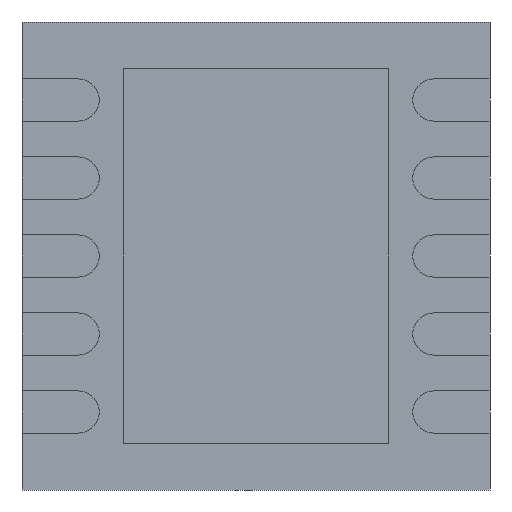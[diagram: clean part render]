
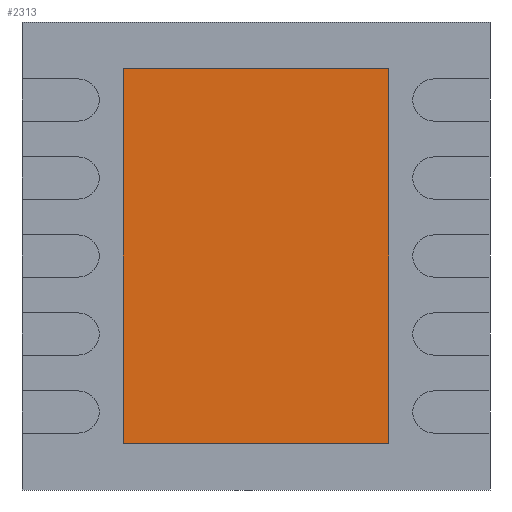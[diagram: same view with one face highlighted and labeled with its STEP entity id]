
A CAD part, front view. The second image highlights one B-rep face of the part: STEP entity #2313.
In plain terms, the highlighted planar face has unit normal (0, -1, 0).
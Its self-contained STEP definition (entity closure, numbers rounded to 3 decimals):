
#2194 = VERTEX_POINT('',#2195);
#2195 = CARTESIAN_POINT('',(0.85,0.,-1.2));
#2212 = VERTEX_POINT('',#2213);
#2213 = CARTESIAN_POINT('',(0.85,0.,1.2));
#2219 = EDGE_CURVE('',#2194,#2212,#2220,.T.);
#2220 = LINE('',#2221,#2222);
#2221 = CARTESIAN_POINT('',(0.85,0.,-1.2));
#2222 = VECTOR('',#2223,1.);
#2223 = DIRECTION('',(0.,0.,1.));
#2243 = VERTEX_POINT('',#2244);
#2244 = CARTESIAN_POINT('',(-0.85,0.,1.2));
#2250 = EDGE_CURVE('',#2212,#2243,#2251,.T.);
#2251 = LINE('',#2252,#2253);
#2252 = CARTESIAN_POINT('',(0.85,0.,1.2));
#2253 = VECTOR('',#2254,1.);
#2254 = DIRECTION('',(-1.,0.,0.));
#2274 = VERTEX_POINT('',#2275);
#2275 = CARTESIAN_POINT('',(-0.85,0.,-1.2));
#2281 = EDGE_CURVE('',#2243,#2274,#2282,.T.);
#2282 = LINE('',#2283,#2284);
#2283 = CARTESIAN_POINT('',(-0.85,0.,1.2));
#2284 = VECTOR('',#2285,1.);
#2285 = DIRECTION('',(0.,0.,-1.));
#2303 = EDGE_CURVE('',#2274,#2194,#2304,.T.);
#2304 = LINE('',#2305,#2306);
#2305 = CARTESIAN_POINT('',(-0.85,0.,-1.2));
#2306 = VECTOR('',#2307,1.);
#2307 = DIRECTION('',(1.,0.,0.));
#2313 = ADVANCED_FACE('',(#2314),#2320,.F.);
#2314 = FACE_BOUND('',#2315,.T.);
#2315 = EDGE_LOOP('',(#2316,#2317,#2318,#2319));
#2316 = ORIENTED_EDGE('',*,*,#2219,.T.);
#2317 = ORIENTED_EDGE('',*,*,#2250,.T.);
#2318 = ORIENTED_EDGE('',*,*,#2281,.T.);
#2319 = ORIENTED_EDGE('',*,*,#2303,.T.);
#2320 = PLANE('',#2321);
#2321 = AXIS2_PLACEMENT_3D('',#2322,#2323,#2324);
#2322 = CARTESIAN_POINT('',(0.,0.,0.));
#2323 = DIRECTION('',(0.,1.,0.));
#2324 = DIRECTION('',(0.,0.,1.));
